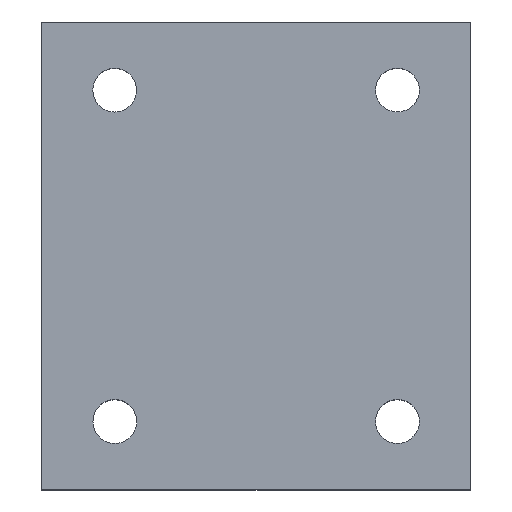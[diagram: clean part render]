
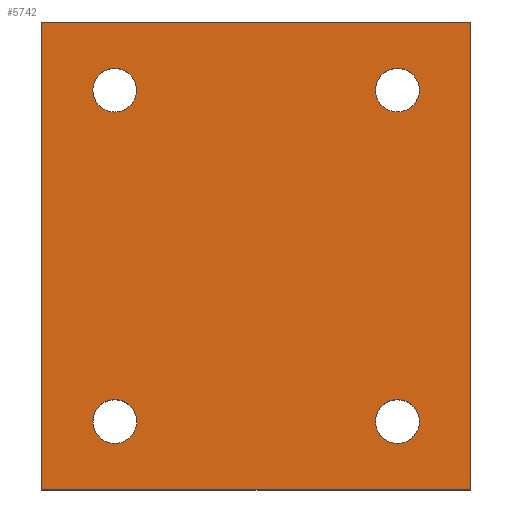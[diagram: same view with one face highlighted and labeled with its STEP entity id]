
A CAD part, top view. The second image highlights one B-rep face of the part: STEP entity #5742.
In plain terms, the highlighted planar face has unit normal (0, 0, 1).
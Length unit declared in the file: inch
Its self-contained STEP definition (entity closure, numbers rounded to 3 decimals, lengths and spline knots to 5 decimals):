
#56=CIRCLE('',#6001,0.1405);
#59=CIRCLE('',#6005,0.1405);
#62=CIRCLE('',#6009,0.1405);
#65=CIRCLE('',#6013,0.1405);
#105=FACE_BOUND('',#822,.T.);
#106=FACE_BOUND('',#823,.T.);
#107=FACE_BOUND('',#824,.T.);
#108=FACE_BOUND('',#825,.T.);
#488=FACE_OUTER_BOUND('',#821,.T.);
#821=EDGE_LOOP('',(#5233,#5234,#5235,#5236));
#822=EDGE_LOOP('',(#5237));
#823=EDGE_LOOP('',(#5238));
#824=EDGE_LOOP('',(#5239));
#825=EDGE_LOOP('',(#5240));
#1417=LINE('',#9992,#2035);
#1436=LINE('',#10125,#2054);
#1439=LINE('',#10131,#2057);
#1442=LINE('',#10136,#2060);
#2035=VECTOR('',#6989,2.75);
#2054=VECTOR('',#7142,3.);
#2057=VECTOR('',#7147,2.75);
#2060=VECTOR('',#7152,3.);
#2726=VERTEX_POINT('',#9990);
#2727=VERTEX_POINT('',#9991);
#2762=VERTEX_POINT('',#10092);
#2765=VERTEX_POINT('',#10100);
#2768=VERTEX_POINT('',#10108);
#2771=VERTEX_POINT('',#10116);
#2774=VERTEX_POINT('',#10124);
#2776=VERTEX_POINT('',#10130);
#3531=EDGE_CURVE('',#2726,#2727,#1417,.T.);
#3575=EDGE_CURVE('',#2762,#2762,#56,.T.);
#3579=EDGE_CURVE('',#2765,#2765,#59,.T.);
#3583=EDGE_CURVE('',#2768,#2768,#62,.T.);
#3587=EDGE_CURVE('',#2771,#2771,#65,.T.);
#3591=EDGE_CURVE('',#2727,#2774,#1436,.T.);
#3594=EDGE_CURVE('',#2774,#2776,#1439,.T.);
#3597=EDGE_CURVE('',#2776,#2726,#1442,.T.);
#5233=ORIENTED_EDGE('',*,*,#3591,.F.);
#5234=ORIENTED_EDGE('',*,*,#3531,.F.);
#5235=ORIENTED_EDGE('',*,*,#3597,.F.);
#5236=ORIENTED_EDGE('',*,*,#3594,.F.);
#5237=ORIENTED_EDGE('',*,*,#3575,.T.);
#5238=ORIENTED_EDGE('',*,*,#3579,.T.);
#5239=ORIENTED_EDGE('',*,*,#3583,.T.);
#5240=ORIENTED_EDGE('',*,*,#3587,.T.);
#5443=PLANE('',#6021);
#5742=ADVANCED_FACE('',(#488,#105,#106,#107,#108),#5443,.T.);
#6001=AXIS2_PLACEMENT_3D('',#10093,#7106,#7107);
#6005=AXIS2_PLACEMENT_3D('',#10101,#7115,#7116);
#6009=AXIS2_PLACEMENT_3D('',#10109,#7124,#7125);
#6013=AXIS2_PLACEMENT_3D('',#10117,#7133,#7134);
#6021=AXIS2_PLACEMENT_3D('',#10140,#7158,#7159);
#6989=DIRECTION('',(-1.,0.,0.));
#7106=DIRECTION('center_axis',(0.,0.,-1.));
#7107=DIRECTION('ref_axis',(1.,0.,0.));
#7115=DIRECTION('center_axis',(0.,0.,-1.));
#7116=DIRECTION('ref_axis',(1.,0.,0.));
#7124=DIRECTION('center_axis',(0.,0.,-1.));
#7125=DIRECTION('ref_axis',(1.,0.,0.));
#7133=DIRECTION('center_axis',(0.,0.,-1.));
#7134=DIRECTION('ref_axis',(1.,0.,0.));
#7142=DIRECTION('',(0.,1.,0.));
#7147=DIRECTION('',(1.,0.,0.));
#7152=DIRECTION('',(0.,-1.,0.));
#7158=DIRECTION('center_axis',(0.,0.,1.));
#7159=DIRECTION('ref_axis',(1.,0.,0.));
#9990=CARTESIAN_POINT('',(2.75,0.,0.75));
#9991=CARTESIAN_POINT('',(0.,0.,0.75));
#9992=CARTESIAN_POINT('',(2.75,0.,0.75));
#10092=CARTESIAN_POINT('',(0.329,0.438,0.75));
#10093=CARTESIAN_POINT('Origin',(0.4695,0.438,0.75));
#10100=CARTESIAN_POINT('',(2.1415,0.438,0.75));
#10101=CARTESIAN_POINT('Origin',(2.282,0.438,0.75));
#10108=CARTESIAN_POINT('',(2.1415,2.5635,0.75));
#10109=CARTESIAN_POINT('Origin',(2.282,2.5635,0.75));
#10116=CARTESIAN_POINT('',(0.3285,2.563,0.75));
#10117=CARTESIAN_POINT('Origin',(0.469,2.563,0.75));
#10124=CARTESIAN_POINT('',(0.,3.,0.75));
#10125=CARTESIAN_POINT('',(0.,0.,0.75));
#10130=CARTESIAN_POINT('',(2.75,3.,0.75));
#10131=CARTESIAN_POINT('',(0.,3.,0.75));
#10136=CARTESIAN_POINT('',(2.75,3.,0.75));
#10140=CARTESIAN_POINT('Origin',(1.375,1.5,0.75));
